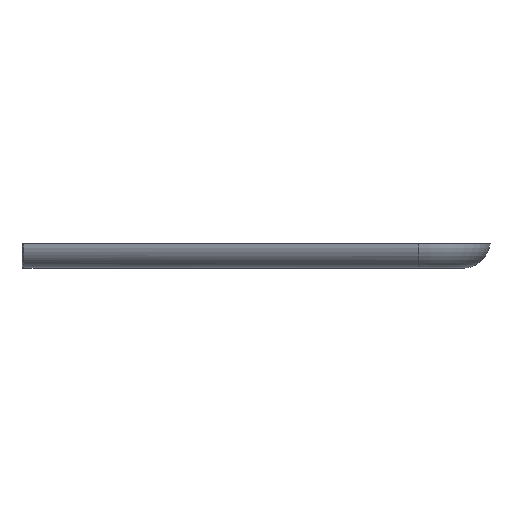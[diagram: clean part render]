
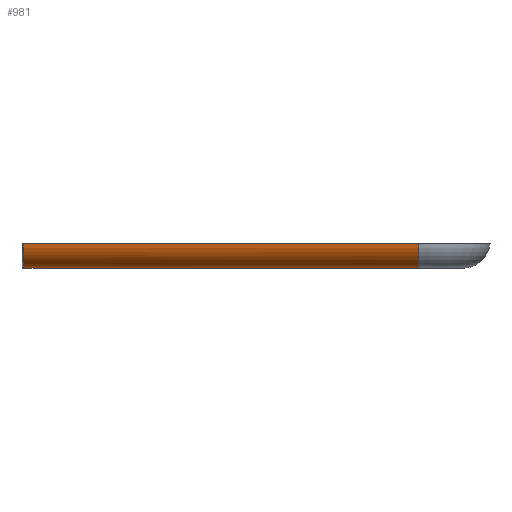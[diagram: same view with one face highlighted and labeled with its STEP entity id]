
A CAD part, left-side view. The second image highlights one B-rep face of the part: STEP entity #981.
In plain terms, the highlighted cylindrical face has radius 4.064 mm (diameter 8.128 mm), a partial arc.
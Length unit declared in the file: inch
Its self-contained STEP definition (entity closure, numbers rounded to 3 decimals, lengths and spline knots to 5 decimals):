
#16 = CARTESIAN_POINT ( 'NONE',  ( -0.758, 0.40875, -0.267 ) ) ;
#30 = VERTEX_POINT ( 'NONE', #1354 ) ;
#107 = CIRCLE ( 'NONE', #1582, 0.16 ) ;
#215 = ORIENTED_EDGE ( 'NONE', *, *, #239, .T. ) ;
#235 = CARTESIAN_POINT ( 'NONE',  ( -0.758, 2.6685, -0.267 ) ) ;
#239 = EDGE_CURVE ( 'NONE', #2065, #30, #1478, .T. ) ;
#257 = CARTESIAN_POINT ( 'NONE',  ( -0.91434, 2.66849, -0.14612 ) ) ;
#279 = ORIENTED_EDGE ( 'NONE', *, *, #916, .F. ) ;
#322 = ORIENTED_EDGE ( 'NONE', *, *, #817, .F. ) ;
#522 = DIRECTION ( 'NONE',  ( 0., 1., 0. ) ) ;
#532 = CARTESIAN_POINT ( 'NONE',  ( -0.758, 2.56875, -0.267 ) ) ;
#620 = CARTESIAN_POINT ( 'NONE',  ( -0.90844, 2.66849, -0.1648 ) ) ;
#651 = CARTESIAN_POINT ( 'NONE',  ( -0.758, 2.56875, -0.267 ) ) ;
#683 = DIRECTION ( 'NONE',  ( 0., -1., 0. ) ) ;
#754 = DIRECTION ( 'NONE',  ( 0., 1., 0. ) ) ;
#764 = CARTESIAN_POINT ( 'NONE',  ( -0.91675, 0.40875, -0.127 ) ) ;
#778 = CARTESIAN_POINT ( 'NONE',  ( -0.79654, 2.66849, -0.26348 ) ) ;
#807 = EDGE_LOOP ( 'NONE', ( #279, #215, #1939, #322, #1093 ) ) ;
#815 = LINE ( 'NONE', #532, #1333 ) ;
#817 = EDGE_CURVE ( 'NONE', #2023, #888, #2026, .T. ) ;
#838 = VERTEX_POINT ( 'NONE', #764 ) ;
#888 = VERTEX_POINT ( 'NONE', #651 ) ;
#916 = EDGE_CURVE ( 'NONE', #2065, #838, #1895, .T. ) ;
#926 = CARTESIAN_POINT ( 'NONE',  ( -0.91675, 2.66849, -0.127 ) ) ;
#947 = CARTESIAN_POINT ( 'NONE',  ( -0.8326, 2.66849, -0.24985 ) ) ;
#981 = ADVANCED_FACE ( 'NONE', ( #1566 ), #2266, .T. ) ;
#987 = DIRECTION ( 'NONE',  ( 0., 1., 0. ) ) ;
#989 = EDGE_CURVE ( 'NONE', #2023, #838, #107, .T. ) ;
#1017 = DIRECTION ( 'NONE',  ( 0., -1., 0. ) ) ;
#1093 = ORIENTED_EDGE ( 'NONE', *, *, #989, .T. ) ;
#1219 = CARTESIAN_POINT ( 'NONE',  ( -0.758, 2.67875, -0.107 ) ) ;
#1332 = CARTESIAN_POINT ( 'NONE',  ( -0.84938, 2.66849, -0.23975 ) ) ;
#1333 = VECTOR ( 'NONE', #522, 39.37008 ) ;
#1354 = CARTESIAN_POINT ( 'NONE',  ( -0.758, 2.6685, -0.267 ) ) ;
#1358 = EDGE_CURVE ( 'NONE', #888, #30, #815, .T. ) ;
#1389 = CARTESIAN_POINT ( 'NONE',  ( -0.758, 0.40875, -0.107 ) ) ;
#1422 = DIRECTION ( 'NONE',  ( 0., 0., 1. ) ) ;
#1476 = AXIS2_PLACEMENT_3D ( 'NONE', #1219, #683, #1926 ) ;
#1478 = B_SPLINE_CURVE_WITH_KNOTS ( 'NONE', 3,
 ( #1689, #257, #620, #2016, #1818, #1332, #947, #778, #1655, #235 ),
 .UNSPECIFIED., .F., .F.,
 ( 4, 2, 2, 2, 4 ),
 ( 0., 0.25, 0.5, 0.75, 1. ),
 .UNSPECIFIED. ) ;
#1484 = CARTESIAN_POINT ( 'NONE',  ( -0.758, 0.40875, -0.267 ) ) ;
#1566 = FACE_OUTER_BOUND ( 'NONE', #807, .T. ) ;
#1582 = AXIS2_PLACEMENT_3D ( 'NONE', #1389, #987, #1422 ) ;
#1655 = CARTESIAN_POINT ( 'NONE',  ( -0.77727, 2.66849, -0.267 ) ) ;
#1689 = CARTESIAN_POINT ( 'NONE',  ( -0.91675, 2.66849, -0.127 ) ) ;
#1807 = VECTOR ( 'NONE', #754, 39.37008 ) ;
#1818 = CARTESIAN_POINT ( 'NONE',  ( -0.87828, 2.66849, -0.21425 ) ) ;
#1895 = LINE ( 'NONE', #2083, #1996 ) ;
#1926 = DIRECTION ( 'NONE',  ( 1., 0., 0. ) ) ;
#1939 = ORIENTED_EDGE ( 'NONE', *, *, #1358, .F. ) ;
#1996 = VECTOR ( 'NONE', #1017, 39.37008 ) ;
#2016 = CARTESIAN_POINT ( 'NONE',  ( -0.89041, 2.66849, -0.19887 ) ) ;
#2023 = VERTEX_POINT ( 'NONE', #16 ) ;
#2026 = LINE ( 'NONE', #1484, #1807 ) ;
#2065 = VERTEX_POINT ( 'NONE', #926 ) ;
#2083 = CARTESIAN_POINT ( 'NONE',  ( -0.91675, 2.67875, -0.127 ) ) ;
#2266 = CYLINDRICAL_SURFACE ( 'NONE', #1476, 0.16 ) ;
